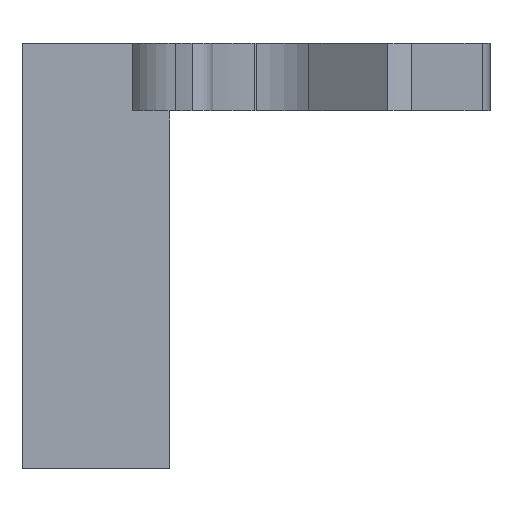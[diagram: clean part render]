
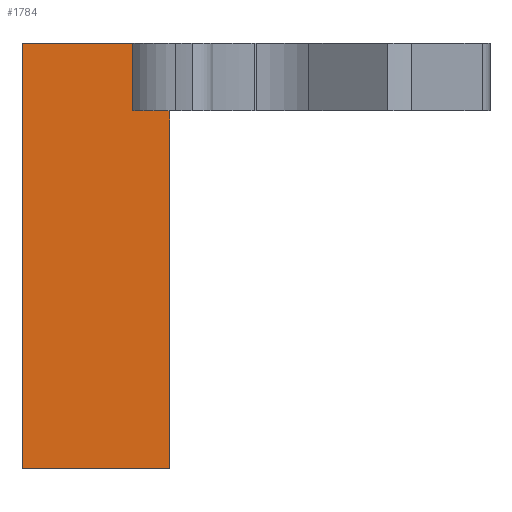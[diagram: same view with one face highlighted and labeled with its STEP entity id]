
A CAD part, left-side view. The second image highlights one B-rep face of the part: STEP entity #1784.
In plain terms, the highlighted planar face has unit normal (-1, 0, 0).
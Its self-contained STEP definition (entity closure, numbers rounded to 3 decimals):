
#40 = DIRECTION ( 'NONE',  ( 0., -1., 0. ) ) ;
#96 = VERTEX_POINT ( 'NONE', #1724 ) ;
#121 = CARTESIAN_POINT ( 'NONE',  ( -22.5, 12., 34.55 ) ) ;
#123 = VECTOR ( 'NONE', #2358, 1000. ) ;
#159 = CARTESIAN_POINT ( 'NONE',  ( -22.5, 12., 34.55 ) ) ;
#239 = LINE ( 'NONE', #1098, #600 ) ;
#351 = CARTESIAN_POINT ( 'NONE',  ( -22.5, 0., 29.05 ) ) ;
#353 = EDGE_CURVE ( 'NONE', #1771, #1698, #239, .T. ) ;
#378 = VECTOR ( 'NONE', #1819, 1000. ) ;
#386 = ORIENTED_EDGE ( 'NONE', *, *, #711, .F. ) ;
#454 = VERTEX_POINT ( 'NONE', #351 ) ;
#497 = EDGE_LOOP ( 'NONE', ( #1915, #386, #639, #2087, #2391, #1632 ) ) ;
#524 = VECTOR ( 'NONE', #2791, 1000. ) ;
#600 = VECTOR ( 'NONE', #40, 1000. ) ;
#639 = ORIENTED_EDGE ( 'NONE', *, *, #1702, .T. ) ;
#662 = VECTOR ( 'NONE', #1627, 1000. ) ;
#711 = EDGE_CURVE ( 'NONE', #96, #945, #1593, .T. ) ;
#746 = CARTESIAN_POINT ( 'NONE',  ( -22.5, 3., 29.05 ) ) ;
#765 = CARTESIAN_POINT ( 'NONE',  ( -22.5, 3., 29.05 ) ) ;
#800 = AXIS2_PLACEMENT_3D ( 'NONE', #159, #1032, #2313 ) ;
#945 = VERTEX_POINT ( 'NONE', #2365 ) ;
#990 = FACE_OUTER_BOUND ( 'NONE', #497, .T. ) ;
#1016 = LINE ( 'NONE', #2741, #123 ) ;
#1032 = DIRECTION ( 'NONE',  ( 1., 0., 0. ) ) ;
#1098 = CARTESIAN_POINT ( 'NONE',  ( -22.5, 12., 0. ) ) ;
#1159 = DIRECTION ( 'NONE',  ( 0., 0., -1. ) ) ;
#1231 = EDGE_CURVE ( 'NONE', #1767, #945, #2263, .T. ) ;
#1244 = VECTOR ( 'NONE', #1159, 1000. ) ;
#1291 = EDGE_CURVE ( 'NONE', #1767, #454, #2583, .T. ) ;
#1380 = CARTESIAN_POINT ( 'NONE',  ( -22.5, 12., 34.55 ) ) ;
#1420 = LINE ( 'NONE', #121, #1244 ) ;
#1593 = LINE ( 'NONE', #1380, #378 ) ;
#1627 = DIRECTION ( 'NONE',  ( 0., 0., 1. ) ) ;
#1632 = ORIENTED_EDGE ( 'NONE', *, *, #1291, .F. ) ;
#1698 = VERTEX_POINT ( 'NONE', #2048 ) ;
#1702 = EDGE_CURVE ( 'NONE', #96, #1771, #1420, .T. ) ;
#1724 = CARTESIAN_POINT ( 'NONE',  ( -22.5, 12., 34.55 ) ) ;
#1767 = VERTEX_POINT ( 'NONE', #746 ) ;
#1771 = VERTEX_POINT ( 'NONE', #2563 ) ;
#1784 = ADVANCED_FACE ( 'NONE', ( #990 ), #2131, .F. ) ;
#1819 = DIRECTION ( 'NONE',  ( 0., -1., 0. ) ) ;
#1824 = EDGE_CURVE ( 'NONE', #454, #1698, #1016, .T. ) ;
#1894 = CARTESIAN_POINT ( 'NONE',  ( -22.5, 12., 29.05 ) ) ;
#1915 = ORIENTED_EDGE ( 'NONE', *, *, #1231, .T. ) ;
#2048 = CARTESIAN_POINT ( 'NONE',  ( -22.5, 0., 0. ) ) ;
#2087 = ORIENTED_EDGE ( 'NONE', *, *, #353, .T. ) ;
#2131 = PLANE ( 'NONE',  #800 ) ;
#2263 = LINE ( 'NONE', #765, #662 ) ;
#2313 = DIRECTION ( 'NONE',  ( 0., 0., -1. ) ) ;
#2358 = DIRECTION ( 'NONE',  ( 0., 0., -1. ) ) ;
#2365 = CARTESIAN_POINT ( 'NONE',  ( -22.5, 3., 34.55 ) ) ;
#2391 = ORIENTED_EDGE ( 'NONE', *, *, #1824, .F. ) ;
#2563 = CARTESIAN_POINT ( 'NONE',  ( -22.5, 12., 0. ) ) ;
#2583 = LINE ( 'NONE', #1894, #524 ) ;
#2741 = CARTESIAN_POINT ( 'NONE',  ( -22.5, 0., 34.55 ) ) ;
#2791 = DIRECTION ( 'NONE',  ( 0., -1., 0. ) ) ;
